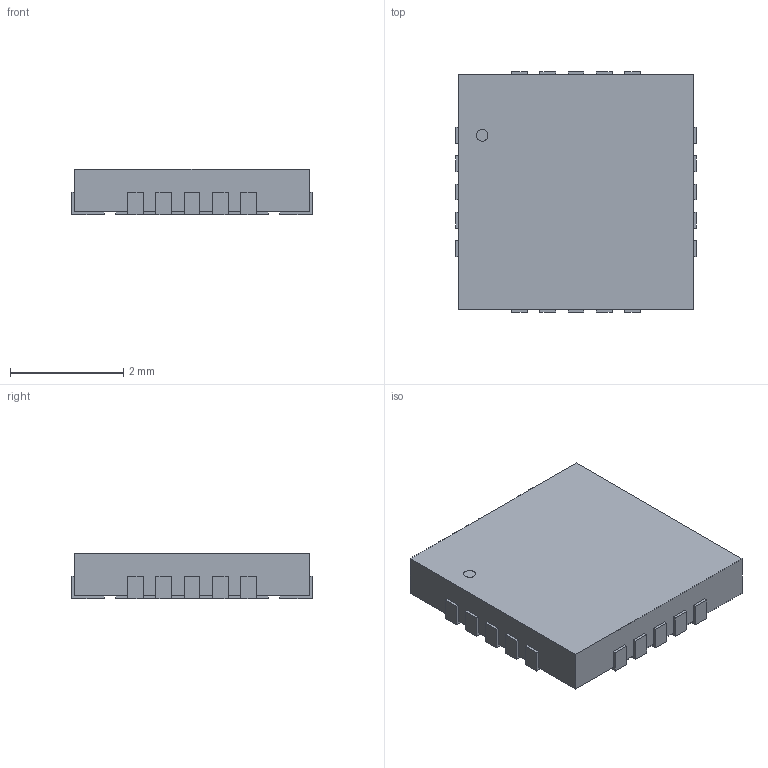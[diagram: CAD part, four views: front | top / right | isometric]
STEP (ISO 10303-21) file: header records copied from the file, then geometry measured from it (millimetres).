
FILE_DESCRIPTION(('STEP AP214'),'1');
FILE_NAME('RTJ20_2P7X2P7','2018-01-21T16:19:42',(''),(''),'','','');
FILE_SCHEMA(('AUTOMOTIVE_DESIGN'));
Length unit declared in the file: millimetre
Products named in the file (1): product
Bounding box: 4.25 x 4.25 x 0.8 mm (x, y, z)
Volume: 0 mm3; surface area: 74.9 mm2
Topology: 1 solids, 173 shells, 175 faces, 771 edges, 770 vertices
Faces by surface type: plane 174, cylinder 1
Full cylindrical faces by diameter (mm): 0.207 x1
Entity records: 8572 total; most frequent: CARTESIAN_POINT 1717, VERTEX_POINT 1538, DIRECTION 1126, ORIENTED_EDGE 772, EDGE_CURVE 770, LINE 768, VECTOR 768, AXIS2_PLACEMENT_3D 179
